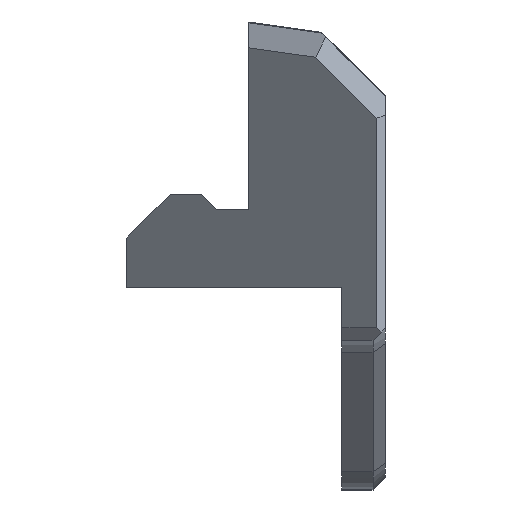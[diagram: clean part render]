
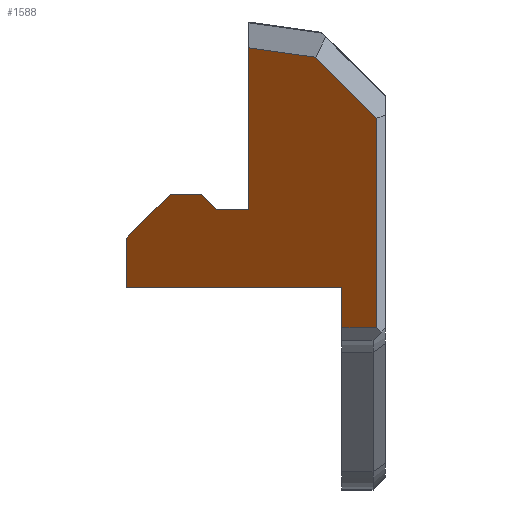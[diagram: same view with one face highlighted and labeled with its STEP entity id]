
A CAD part, front view. The second image highlights one B-rep face of the part: STEP entity #1588.
In plain terms, the highlighted planar face has unit normal (-0.707, -0.707, 0).
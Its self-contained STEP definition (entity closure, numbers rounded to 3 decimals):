
#96=PLANE('',#1732);
#186=FACE_OUTER_BOUND('',#271,.T.);
#271=EDGE_LOOP('',(#1434,#1435,#1436,#1437,#1438,#1439,#1440,#1441,#1442,
#1443,#1444,#1445));
#437=LINE('',#2524,#639);
#439=LINE('',#2529,#641);
#446=LINE('',#2543,#648);
#449=LINE('',#2549,#651);
#452=LINE('',#2555,#654);
#454=LINE('',#2558,#656);
#455=LINE('',#2561,#657);
#460=LINE('',#2571,#662);
#461=LINE('',#2572,#663);
#462=LINE('',#2574,#664);
#463=LINE('',#2576,#665);
#464=LINE('',#2577,#666);
#639=VECTOR('',#2077,10.);
#641=VECTOR('',#2081,10.);
#648=VECTOR('',#2090,10.);
#651=VECTOR('',#2095,10.);
#654=VECTOR('',#2100,10.);
#656=VECTOR('',#2104,10.);
#657=VECTOR('',#2107,10.);
#662=VECTOR('',#2114,10.);
#663=VECTOR('',#2115,10.);
#664=VECTOR('',#2116,10.);
#665=VECTOR('',#2117,10.);
#666=VECTOR('',#2118,10.);
#818=VERTEX_POINT('',#2521);
#819=VERTEX_POINT('',#2523);
#820=VERTEX_POINT('',#2527);
#821=VERTEX_POINT('',#2528);
#825=VERTEX_POINT('',#2537);
#827=VERTEX_POINT('',#2541);
#829=VERTEX_POINT('',#2546);
#831=VERTEX_POINT('',#2553);
#832=VERTEX_POINT('',#2560);
#836=VERTEX_POINT('',#2570);
#837=VERTEX_POINT('',#2573);
#838=VERTEX_POINT('',#2575);
#1021=EDGE_CURVE('',#818,#819,#437,.T.);
#1023=EDGE_CURVE('',#820,#821,#439,.T.);
#1030=EDGE_CURVE('',#825,#827,#446,.T.);
#1033=EDGE_CURVE('',#821,#829,#449,.T.);
#1036=EDGE_CURVE('',#831,#820,#452,.T.);
#1038=EDGE_CURVE('',#825,#831,#454,.T.);
#1039=EDGE_CURVE('',#832,#829,#455,.T.);
#1044=EDGE_CURVE('',#827,#836,#460,.T.);
#1045=EDGE_CURVE('',#836,#819,#461,.T.);
#1046=EDGE_CURVE('',#837,#818,#462,.T.);
#1047=EDGE_CURVE('',#838,#837,#463,.T.);
#1048=EDGE_CURVE('',#832,#838,#464,.T.);
#1434=ORIENTED_EDGE('',*,*,#1039,.T.);
#1435=ORIENTED_EDGE('',*,*,#1033,.F.);
#1436=ORIENTED_EDGE('',*,*,#1023,.F.);
#1437=ORIENTED_EDGE('',*,*,#1036,.F.);
#1438=ORIENTED_EDGE('',*,*,#1038,.F.);
#1439=ORIENTED_EDGE('',*,*,#1030,.T.);
#1440=ORIENTED_EDGE('',*,*,#1044,.T.);
#1441=ORIENTED_EDGE('',*,*,#1045,.T.);
#1442=ORIENTED_EDGE('',*,*,#1021,.F.);
#1443=ORIENTED_EDGE('',*,*,#1046,.F.);
#1444=ORIENTED_EDGE('',*,*,#1047,.F.);
#1445=ORIENTED_EDGE('',*,*,#1048,.F.);
#1588=ADVANCED_FACE('',(#186),#96,.F.);
#1732=AXIS2_PLACEMENT_3D('',#2569,#2112,#2113);
#2077=DIRECTION('',(-0.707,0.707,0.));
#2081=DIRECTION('',(0.577,-0.577,-0.577));
#2090=DIRECTION('',(0.,0.,-1.));
#2095=DIRECTION('',(0.707,-0.707,0.));
#2100=DIRECTION('',(0.707,-0.707,0.));
#2104=DIRECTION('',(0.577,-0.577,0.577));
#2107=DIRECTION('',(0.,0.,-1.));
#2112=DIRECTION('center_axis',(0.707,0.707,0.));
#2113=DIRECTION('ref_axis',(0.,0.,-1.));
#2114=DIRECTION('',(0.707,-0.707,0.));
#2115=DIRECTION('',(0.,0.,-1.));
#2116=DIRECTION('',(0.,0.,-1.));
#2117=DIRECTION('',(0.577,-0.577,-0.577));
#2118=DIRECTION('',(0.704,-0.704,-0.099));
#2521=CARTESIAN_POINT('',(119.119,-88.715,287.428));
#2523=CARTESIAN_POINT('',(118.002,-87.598,287.428));
#2524=CARTESIAN_POINT('',(98.727,-68.323,287.428));
#2527=CARTESIAN_POINT('',(113.502,-83.098,291.7));
#2528=CARTESIAN_POINT('',(114.002,-83.598,291.2));
#2529=CARTESIAN_POINT('',(105.044,-74.64,300.158));
#2537=CARTESIAN_POINT('',(111.102,-80.698,290.3));
#2541=CARTESIAN_POINT('',(111.102,-80.698,288.7));
#2543=CARTESIAN_POINT('',(111.102,-80.698,290.3));
#2546=CARTESIAN_POINT('',(115.002,-84.598,291.2));
#2549=CARTESIAN_POINT('',(100.886,-70.482,291.2));
#2553=CARTESIAN_POINT('',(112.502,-82.098,291.7));
#2555=CARTESIAN_POINT('',(100.636,-70.232,291.7));
#2558=CARTESIAN_POINT('',(104.225,-73.821,283.423));
#2560=CARTESIAN_POINT('',(115.002,-84.598,296.396));
#2561=CARTESIAN_POINT('',(115.002,-84.598,294.226));
#2569=CARTESIAN_POINT('Origin',(117.002,-86.598,292.16));
#2570=CARTESIAN_POINT('',(118.002,-87.598,288.7));
#2571=CARTESIAN_POINT('',(97.977,-67.573,288.7));
#2572=CARTESIAN_POINT('',(118.002,-87.598,288.028));
#2573=CARTESIAN_POINT('',(119.119,-88.715,294.134));
#2574=CARTESIAN_POINT('',(119.119,-88.715,292.247));
#2575=CARTESIAN_POINT('',(117.16,-86.756,296.093));
#2576=CARTESIAN_POINT('',(105.292,-74.887,307.961));
#2577=CARTESIAN_POINT('',(108.218,-77.814,297.347));
